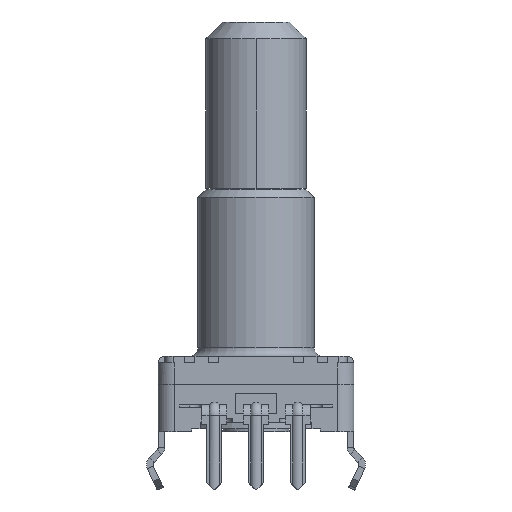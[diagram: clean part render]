
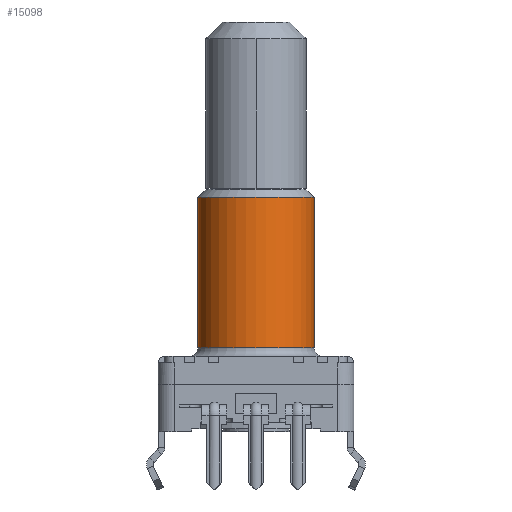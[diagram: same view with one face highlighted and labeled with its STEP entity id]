
A CAD part, front view. The second image highlights one B-rep face of the part: STEP entity #15098.
In plain terms, the highlighted cylindrical face has radius 3.487 mm (diameter 6.975 mm), a partial arc.
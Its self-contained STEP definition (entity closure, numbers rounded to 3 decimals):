
#2564 = CYLINDRICAL_SURFACE ( 'NONE', #21763, 3.487 ) ;
#2699 = EDGE_LOOP ( 'NONE', ( #8466, #11183, #15342, #17363 ) ) ;
#4348 = CARTESIAN_POINT ( 'NONE',  ( 0., 0., -19.5 ) ) ;
#4364 = DIRECTION ( 'NONE',  ( 0., 0., -1. ) ) ;
#5528 = EDGE_CURVE ( 'NONE', #18396, #20812, #17886, .T. ) ;
#6083 = VERTEX_POINT ( 'NONE', #13706 ) ;
#6285 = DIRECTION ( 'NONE',  ( 0., -1., 0. ) ) ;
#6907 = DIRECTION ( 'NONE',  ( 0., 0., -1. ) ) ;
#8224 = CARTESIAN_POINT ( 'NONE',  ( 0., -3.488, -10.5 ) ) ;
#8466 = ORIENTED_EDGE ( 'NONE', *, *, #17085, .F. ) ;
#9989 = FACE_OUTER_BOUND ( 'NONE', #2699, .T. ) ;
#10262 = AXIS2_PLACEMENT_3D ( 'NONE', #18273, #6907, #20223 ) ;
#10324 = EDGE_CURVE ( 'NONE', #20812, #6083, #11239, .T. ) ;
#11183 = ORIENTED_EDGE ( 'NONE', *, *, #14113, .T. ) ;
#11239 = CIRCLE ( 'NONE', #14552, 3.487 ) ;
#11692 = VECTOR ( 'NONE', #15525, 1000. ) ;
#12800 = VECTOR ( 'NONE', #4364, 1000. ) ;
#13012 = CIRCLE ( 'NONE', #10262, 3.487 ) ;
#13611 = CARTESIAN_POINT ( 'NONE',  ( 0., 3.487, -10. ) ) ;
#13706 = CARTESIAN_POINT ( 'NONE',  ( 0., 3.488, -19.5 ) ) ;
#14113 = EDGE_CURVE ( 'NONE', #22659, #18396, #13012, .T. ) ;
#14552 = AXIS2_PLACEMENT_3D ( 'NONE', #4348, #17595, #6285 ) ;
#15098 = ADVANCED_FACE ( 'NONE', ( #9989 ), #2564, .T. ) ;
#15342 = ORIENTED_EDGE ( 'NONE', *, *, #5528, .T. ) ;
#15525 = DIRECTION ( 'NONE',  ( 0., 0., -1. ) ) ;
#16056 = DIRECTION ( 'NONE',  ( 0., 0., -1. ) ) ;
#17085 = EDGE_CURVE ( 'NONE', #22659, #6083, #21839, .T. ) ;
#17363 = ORIENTED_EDGE ( 'NONE', *, *, #10324, .T. ) ;
#17595 = DIRECTION ( 'NONE',  ( 0., 0., 1. ) ) ;
#17886 = LINE ( 'NONE', #23291, #12800 ) ;
#18273 = CARTESIAN_POINT ( 'NONE',  ( 0., 0., -10.5 ) ) ;
#18396 = VERTEX_POINT ( 'NONE', #8224 ) ;
#20223 = DIRECTION ( 'NONE',  ( 0., -1., 0. ) ) ;
#20665 = CARTESIAN_POINT ( 'NONE',  ( 0., 3.487, -10.5 ) ) ;
#20812 = VERTEX_POINT ( 'NONE', #22699 ) ;
#21763 = AXIS2_PLACEMENT_3D ( 'NONE', #23623, #16056, #23720 ) ;
#21839 = LINE ( 'NONE', #13611, #11692 ) ;
#22659 = VERTEX_POINT ( 'NONE', #20665 ) ;
#22699 = CARTESIAN_POINT ( 'NONE',  ( 0., -3.487, -19.5 ) ) ;
#23291 = CARTESIAN_POINT ( 'NONE',  ( 0., -3.488, -10. ) ) ;
#23623 = CARTESIAN_POINT ( 'NONE',  ( 0., 0., -10. ) ) ;
#23720 = DIRECTION ( 'NONE',  ( 0., -1., 0. ) ) ;
